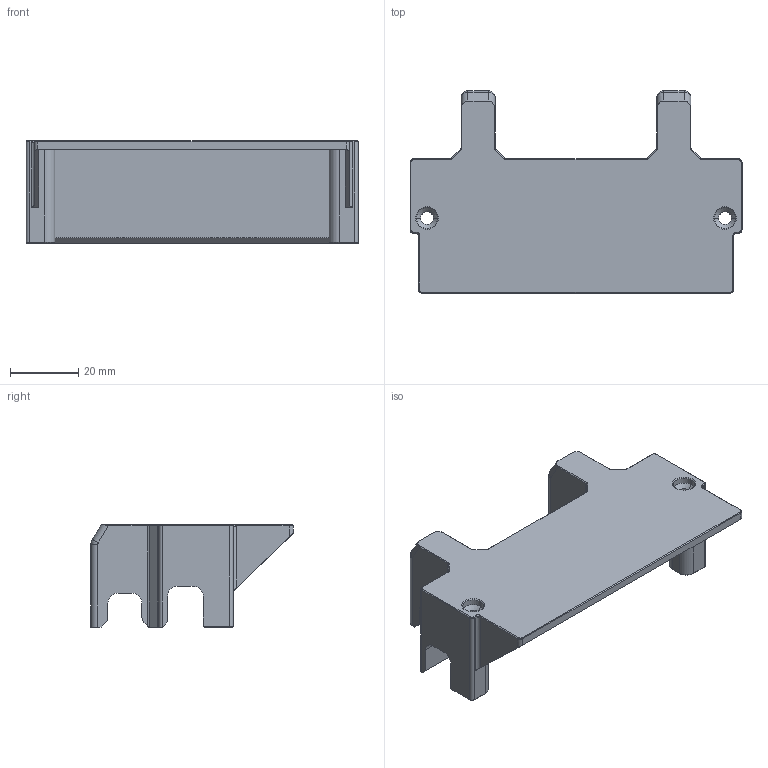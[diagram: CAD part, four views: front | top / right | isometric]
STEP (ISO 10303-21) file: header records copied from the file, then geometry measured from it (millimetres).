
FILE_DESCRIPTION (( 'STEP AP214' ), '1' );
FILE_NAME ('Switching power supply cover.STEP', '2025-08-09T06:20:34', ( '' ), ( '' ), 'SwSTEP 2.0', 'SolidWorks 2021', '' );
FILE_SCHEMA (( 'AUTOMOTIVE_DESIGN' ));
Length unit declared in the file: millimetre
Products named in the file (1): Switching power supply cover
Bounding box: 97.5 x 59.4 x 30 mm (x, y, z)
Volume: 30877.1 mm3; surface area: 19648 mm2
Topology: 1 solids, 1 shells, 168 faces, 426 edges, 260 vertices
Faces by surface type: plane 80, cylinder 50, cone 34, torus 4
Entity records: 5024 total; most frequent: CARTESIAN_POINT 914, DIRECTION 870, ORIENTED_EDGE 852, EDGE_CURVE 426, AXIS2_PLACEMENT_3D 294, VECTOR 282, LINE 282, VERTEX_POINT 260
